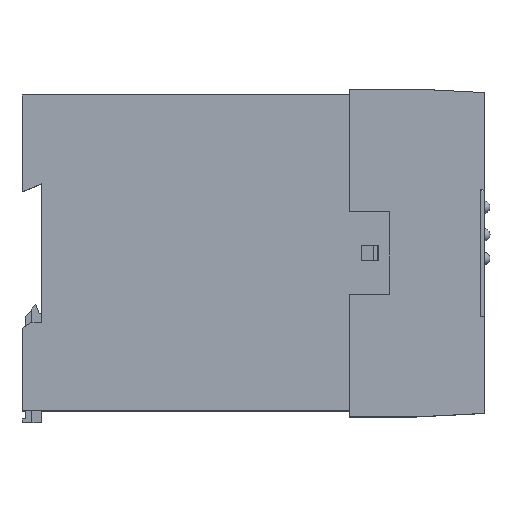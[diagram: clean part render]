
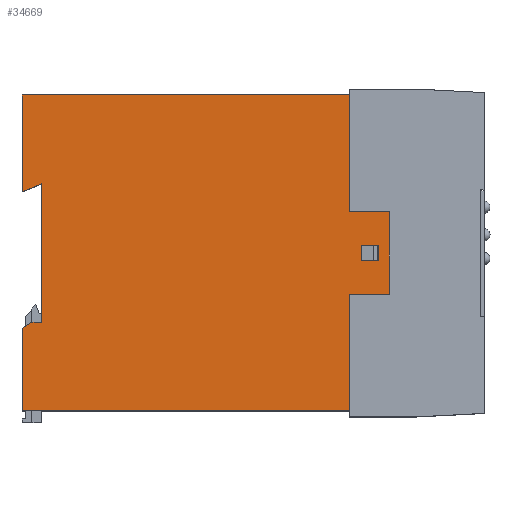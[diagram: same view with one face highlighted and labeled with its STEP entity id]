
A CAD part, top view. The second image highlights one B-rep face of the part: STEP entity #34669.
In plain terms, the highlighted planar face has unit normal (0, 0, 1).
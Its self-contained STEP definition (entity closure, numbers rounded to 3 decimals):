
#23323 = CARTESIAN_POINT ( 'NONE',  ( -76.58, 63.66, 22.4 ) ) ;
#23382 = CARTESIAN_POINT ( 'NONE',  ( 6.42, 58.66, 22.4 ) ) ;
#23554 = CARTESIAN_POINT ( 'NONE',  ( -74.08, 30.66, 22.4 ) ) ;
#23576 = PLANE ( 'NONE',  #23641 ) ;
#23577 = FACE_BOUND ( 'NONE', #34702, .T. ) ;
#23578 = FACE_OUTER_BOUND ( 'NONE', #34672, .T. ) ;
#23579 = DIRECTION ( 'NONE',  ( 0., -1., 0. ) ) ;
#23580 = VECTOR ( 'NONE', #23579, 1000. ) ;
#23581 = CARTESIAN_POINT ( 'NONE',  ( -76.58, 88.16, 22.4 ) ) ;
#23582 = LINE ( 'NONE', #23581, #23580 ) ;
#23583 = CARTESIAN_POINT ( 'NONE',  ( -76.58, 88.16, 22.4 ) ) ;
#23584 = DIRECTION ( 'NONE',  ( -1., 0., 0. ) ) ;
#23585 = VECTOR ( 'NONE', #23584, 1000. ) ;
#23586 = CARTESIAN_POINT ( 'NONE',  ( -76.58, 88.16, 22.4 ) ) ;
#23587 = LINE ( 'NONE', #23586, #23585 ) ;
#23589 = DIRECTION ( 'NONE',  ( 0., -1., 0. ) ) ;
#23590 = VECTOR ( 'NONE', #23589, 1000. ) ;
#23591 = CARTESIAN_POINT ( 'NONE',  ( -71.58, 65.66, 22.4 ) ) ;
#23592 = LINE ( 'NONE', #23591, #23590 ) ;
#23599 = DIRECTION ( 'NONE',  ( 1., 0., 0. ) ) ;
#23600 = VECTOR ( 'NONE', #23599, 1000. ) ;
#23601 = CARTESIAN_POINT ( 'NONE',  ( -76.58, 8.16, 22.4 ) ) ;
#23602 = LINE ( 'NONE', #23601, #23600 ) ;
#23603 = CARTESIAN_POINT ( 'NONE',  ( -76.58, 8.16, 22.4 ) ) ;
#23604 = DIRECTION ( 'NONE',  ( 0., -1., 0. ) ) ;
#23605 = VECTOR ( 'NONE', #23604, 1000. ) ;
#23606 = CARTESIAN_POINT ( 'NONE',  ( -76.58, 29.16, 22.4 ) ) ;
#23607 = LINE ( 'NONE', #23606, #23605 ) ;
#23613 = DIRECTION ( 'NONE',  ( -1., 0., 0. ) ) ;
#23614 = VECTOR ( 'NONE', #23613, 1000. ) ;
#23615 = CARTESIAN_POINT ( 'NONE',  ( -74.08, 30.66, 22.4 ) ) ;
#23616 = LINE ( 'NONE', #23615, #23614 ) ;
#23618 = CARTESIAN_POINT ( 'NONE',  ( -76.58, 29.16, 22.4 ) ) ;
#23619 = DIRECTION ( 'NONE',  ( -0.857, -0.514, 0. ) ) ;
#23620 = VECTOR ( 'NONE', #23619, 1000. ) ;
#23621 = CARTESIAN_POINT ( 'NONE',  ( -76.58, 29.16, 22.4 ) ) ;
#23622 = LINE ( 'NONE', #23621, #23620 ) ;
#23624 = CARTESIAN_POINT ( 'NONE',  ( -71.58, 30.66, 22.4 ) ) ;
#23634 = DIRECTION ( 'NONE',  ( 0.928, 0.371, 0. ) ) ;
#23635 = VECTOR ( 'NONE', #23634, 1000. ) ;
#23636 = CARTESIAN_POINT ( 'NONE',  ( -76.58, 63.66, 22.4 ) ) ;
#23637 = LINE ( 'NONE', #23636, #23635 ) ;
#23638 = DIRECTION ( 'NONE',  ( 1., 0., 0. ) ) ;
#23639 = DIRECTION ( 'NONE',  ( 0., 0., 1. ) ) ;
#23640 = CARTESIAN_POINT ( 'NONE',  ( 6.42, 58.66, 22.4 ) ) ;
#23641 = AXIS2_PLACEMENT_3D ( 'NONE', #23640, #23639, #23638 ) ;
#23644 = CARTESIAN_POINT ( 'NONE',  ( 9.42, 50.16, 22.4 ) ) ;
#23645 = CARTESIAN_POINT ( 'NONE',  ( 13.72, 50.16, 22.4 ) ) ;
#23646 = DIRECTION ( 'NONE',  ( -1., 0., 0. ) ) ;
#23647 = VECTOR ( 'NONE', #23646, 1000. ) ;
#23648 = CARTESIAN_POINT ( 'NONE',  ( 13.42, 50.16, 22.4 ) ) ;
#23649 = LINE ( 'NONE', #23648, #23647 ) ;
#23650 = CARTESIAN_POINT ( 'NONE',  ( 9.42, 46.16, 22.4 ) ) ;
#23651 = CARTESIAN_POINT ( 'NONE',  ( 13.72, 46.16, 22.4 ) ) ;
#23658 = DIRECTION ( 'NONE',  ( 0., -1., 0. ) ) ;
#23659 = VECTOR ( 'NONE', #23658, 1000. ) ;
#23660 = CARTESIAN_POINT ( 'NONE',  ( 9.42, 50.16, 22.4 ) ) ;
#23661 = LINE ( 'NONE', #23660, #23659 ) ;
#23662 = DIRECTION ( 'NONE',  ( -1., 0., 0. ) ) ;
#23663 = VECTOR ( 'NONE', #23662, 1000. ) ;
#23664 = CARTESIAN_POINT ( 'NONE',  ( 6.42, 58.66, 22.4 ) ) ;
#23665 = LINE ( 'NONE', #23664, #23663 ) ;
#23666 = DIRECTION ( 'NONE',  ( 0., 1., 0. ) ) ;
#23667 = VECTOR ( 'NONE', #23666, 1000. ) ;
#23668 = CARTESIAN_POINT ( 'NONE',  ( 6.42, 88.16, 22.4 ) ) ;
#23669 = LINE ( 'NONE', #23668, #23667 ) ;
#23674 = CARTESIAN_POINT ( 'NONE',  ( 6.42, 37.66, 22.4 ) ) ;
#23695 = DIRECTION ( 'NONE',  ( 1., 0., 0. ) ) ;
#23696 = VECTOR ( 'NONE', #23695, 1000. ) ;
#23697 = CARTESIAN_POINT ( 'NONE',  ( 6.42, 37.66, 22.4 ) ) ;
#23698 = LINE ( 'NONE', #23697, #23696 ) ;
#23700 = CARTESIAN_POINT ( 'NONE',  ( 16.42, 37.66, 22.4 ) ) ;
#23716 = CARTESIAN_POINT ( 'NONE',  ( -71.58, 65.66, 22.4 ) ) ;
#23795 = DIRECTION ( 'NONE',  ( 0., -1., 0. ) ) ;
#23796 = VECTOR ( 'NONE', #23795, 1000. ) ;
#23797 = CARTESIAN_POINT ( 'NONE',  ( 13.72, 58.66, 22.4 ) ) ;
#23798 = LINE ( 'NONE', #23797, #23796 ) ;
#23799 = DIRECTION ( 'NONE',  ( 0., 1., 0. ) ) ;
#23800 = VECTOR ( 'NONE', #23799, 1000. ) ;
#23801 = CARTESIAN_POINT ( 'NONE',  ( 6.42, 37.66, 22.4 ) ) ;
#23802 = LINE ( 'NONE', #23801, #23800 ) ;
#23803 = CARTESIAN_POINT ( 'NONE',  ( 6.42, 8.16, 22.4 ) ) ;
#23804 = CARTESIAN_POINT ( 'NONE',  ( 16.42, 58.66, 22.4 ) ) ;
#23805 = DIRECTION ( 'NONE',  ( 0., 1., 0. ) ) ;
#23806 = VECTOR ( 'NONE', #23805, 1000. ) ;
#23807 = CARTESIAN_POINT ( 'NONE',  ( 16.42, 58.66, 22.4 ) ) ;
#23808 = LINE ( 'NONE', #23807, #23806 ) ;
#23813 = DIRECTION ( 'NONE',  ( 1., 0., 0. ) ) ;
#23814 = VECTOR ( 'NONE', #23813, 1000. ) ;
#23815 = CARTESIAN_POINT ( 'NONE',  ( 9.42, 46.16, 22.4 ) ) ;
#23816 = LINE ( 'NONE', #23815, #23814 ) ;
#32747 = VERTEX_POINT ( 'NONE', #23323 ) ;
#32846 = VERTEX_POINT ( 'NONE', #23382 ) ;
#34625 = VERTEX_POINT ( 'NONE', #23554 ) ;
#34629 = ORIENTED_EDGE ( 'NONE', *, *, #34630, .T. ) ;
#34630 = EDGE_CURVE ( 'NONE', #34691, #34633, #23607, .T. ) ;
#34633 = VERTEX_POINT ( 'NONE', #23603 ) ;
#34635 = ORIENTED_EDGE ( 'NONE', *, *, #34638, .T. ) ;
#34638 = EDGE_CURVE ( 'NONE', #34633, #34887, #23602, .T. ) ;
#34646 = ORIENTED_EDGE ( 'NONE', *, *, #34673, .T. ) ;
#34649 = ORIENTED_EDGE ( 'NONE', *, *, #34651, .T. ) ;
#34651 = EDGE_CURVE ( 'NONE', #34778, #34683, #23592, .T. ) ;
#34652 = ORIENTED_EDGE ( 'NONE', *, *, #34694, .T. ) ;
#34657 = EDGE_CURVE ( 'NONE', #69526, #34659, #23587, .T. ) ;
#34659 = VERTEX_POINT ( 'NONE', #23583 ) ;
#34662 = ORIENTED_EDGE ( 'NONE', *, *, #34664, .T. ) ;
#34664 = EDGE_CURVE ( 'NONE', #34659, #32747, #23582, .T. ) ;
#34669 = ADVANCED_FACE ( 'NONE', ( #23578, #23577 ), #23576, .T. ) ;
#34672 = EDGE_LOOP ( 'NONE', ( #34698, #69528, #34662, #34646, #34649, #34652, #34688, #34629, #34635, #34733, #34889, #34874, #34882 ) ) ;
#34673 = EDGE_CURVE ( 'NONE', #32747, #34778, #23637, .T. ) ;
#34683 = VERTEX_POINT ( 'NONE', #23624 ) ;
#34688 = ORIENTED_EDGE ( 'NONE', *, *, #34689, .T. ) ;
#34689 = EDGE_CURVE ( 'NONE', #34625, #34691, #23622, .T. ) ;
#34691 = VERTEX_POINT ( 'NONE', #23618 ) ;
#34694 = EDGE_CURVE ( 'NONE', #34683, #34625, #23616, .T. ) ;
#34698 = ORIENTED_EDGE ( 'NONE', *, *, #34699, .T. ) ;
#34699 = EDGE_CURVE ( 'NONE', #32846, #69526, #23669, .T. ) ;
#34700 = EDGE_CURVE ( 'NONE', #34885, #32846, #23665, .T. ) ;
#34702 = EDGE_LOOP ( 'NONE', ( #34704, #34892, #34718, #34706 ) ) ;
#34704 = ORIENTED_EDGE ( 'NONE', *, *, #34723, .F. ) ;
#34706 = ORIENTED_EDGE ( 'NONE', *, *, #34709, .F. ) ;
#34709 = EDGE_CURVE ( 'NONE', #34726, #34720, #23661, .T. ) ;
#34717 = VERTEX_POINT ( 'NONE', #23651 ) ;
#34718 = ORIENTED_EDGE ( 'NONE', *, *, #34868, .F. ) ;
#34720 = VERTEX_POINT ( 'NONE', #23650 ) ;
#34723 = EDGE_CURVE ( 'NONE', #34724, #34726, #23649, .T. ) ;
#34724 = VERTEX_POINT ( 'NONE', #23645 ) ;
#34726 = VERTEX_POINT ( 'NONE', #23644 ) ;
#34733 = ORIENTED_EDGE ( 'NONE', *, *, #34888, .T. ) ;
#34744 = VERTEX_POINT ( 'NONE', #23700 ) ;
#34746 = EDGE_CURVE ( 'NONE', #34757, #34744, #23698, .T. ) ;
#34757 = VERTEX_POINT ( 'NONE', #23674 ) ;
#34778 = VERTEX_POINT ( 'NONE', #23716 ) ;
#34868 = EDGE_CURVE ( 'NONE', #34720, #34717, #23816, .T. ) ;
#34874 = ORIENTED_EDGE ( 'NONE', *, *, #34876, .T. ) ;
#34876 = EDGE_CURVE ( 'NONE', #34744, #34885, #23808, .T. ) ;
#34882 = ORIENTED_EDGE ( 'NONE', *, *, #34700, .T. ) ;
#34885 = VERTEX_POINT ( 'NONE', #23804 ) ;
#34887 = VERTEX_POINT ( 'NONE', #23803 ) ;
#34888 = EDGE_CURVE ( 'NONE', #34887, #34757, #23802, .T. ) ;
#34889 = ORIENTED_EDGE ( 'NONE', *, *, #34746, .T. ) ;
#34892 = ORIENTED_EDGE ( 'NONE', *, *, #34895, .T. ) ;
#34895 = EDGE_CURVE ( 'NONE', #34724, #34717, #23798, .T. ) ;
#55348 = CARTESIAN_POINT ( 'NONE',  ( 6.42, 88.16, 22.4 ) ) ;
#69526 = VERTEX_POINT ( 'NONE', #55348 ) ;
#69528 = ORIENTED_EDGE ( 'NONE', *, *, #34657, .T. ) ;
